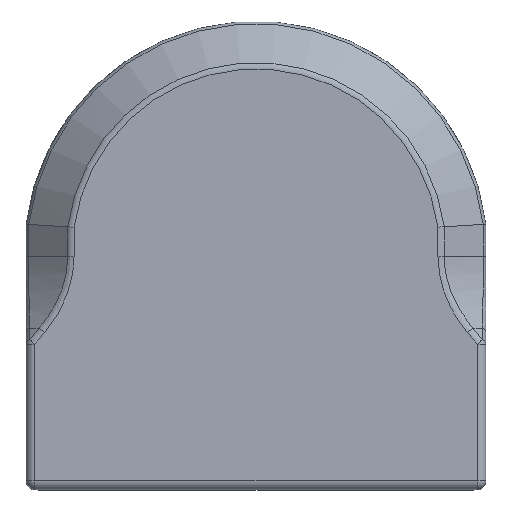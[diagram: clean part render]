
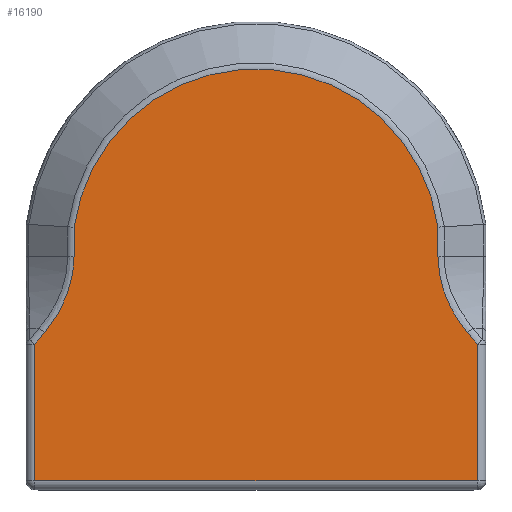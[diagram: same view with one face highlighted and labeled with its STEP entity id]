
A CAD part, top view. The second image highlights one B-rep face of the part: STEP entity #16190.
In plain terms, the highlighted planar face has unit normal (0, 0, 1).
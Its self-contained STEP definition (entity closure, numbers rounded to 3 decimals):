
#167=ELLIPSE('',#17241,12.021,8.5);
#168=ELLIPSE('',#17243,12.021,8.5);
#501=CIRCLE('',#17242,10.393);
#1275=FACE_OUTER_BOUND('',#2086,.T.);
#2086=EDGE_LOOP('',(#14455,#14456,#14457,#14458,#14459,#14460,#14461,#14462,
#14463,#14464));
#4082=LINE('',#25813,#6140);
#4111=LINE('',#25883,#6169);
#4113=LINE('',#25890,#6171);
#4114=LINE('',#25893,#6172);
#4115=LINE('',#25897,#6173);
#4116=LINE('',#25901,#6174);
#4117=LINE('',#25904,#6175);
#6140=VECTOR('',#21158,10.);
#6169=VECTOR('',#21215,10.);
#6171=VECTOR('',#21223,0.5);
#6172=VECTOR('',#21226,10.);
#6173=VECTOR('',#21229,10.);
#6174=VECTOR('',#21232,10.);
#6175=VECTOR('',#21235,10.);
#7680=VERTEX_POINT('',#25810);
#7681=VERTEX_POINT('',#25812);
#7708=VERTEX_POINT('',#25882);
#7710=VERTEX_POINT('',#25888);
#7711=VERTEX_POINT('',#25892);
#7712=VERTEX_POINT('',#25894);
#7713=VERTEX_POINT('',#25896);
#7714=VERTEX_POINT('',#25898);
#7715=VERTEX_POINT('',#25900);
#7716=VERTEX_POINT('',#25902);
#9935=EDGE_CURVE('',#7680,#7681,#4082,.T.);
#9970=EDGE_CURVE('',#7681,#7708,#4111,.T.);
#9974=EDGE_CURVE('',#7680,#7710,#4113,.T.);
#9975=EDGE_CURVE('',#7711,#7710,#4114,.T.);
#9976=EDGE_CURVE('',#7712,#7711,#167,.T.);
#9977=EDGE_CURVE('',#7713,#7712,#4115,.T.);
#9978=EDGE_CURVE('',#7714,#7713,#501,.T.);
#9979=EDGE_CURVE('',#7715,#7714,#4116,.T.);
#9980=EDGE_CURVE('',#7716,#7715,#168,.T.);
#9981=EDGE_CURVE('',#7708,#7716,#4117,.T.);
#14455=ORIENTED_EDGE('',*,*,#9935,.F.);
#14456=ORIENTED_EDGE('',*,*,#9974,.T.);
#14457=ORIENTED_EDGE('',*,*,#9975,.F.);
#14458=ORIENTED_EDGE('',*,*,#9976,.F.);
#14459=ORIENTED_EDGE('',*,*,#9977,.F.);
#14460=ORIENTED_EDGE('',*,*,#9978,.F.);
#14461=ORIENTED_EDGE('',*,*,#9979,.F.);
#14462=ORIENTED_EDGE('',*,*,#9980,.F.);
#14463=ORIENTED_EDGE('',*,*,#9981,.F.);
#14464=ORIENTED_EDGE('',*,*,#9970,.F.);
#15411=PLANE('',#17240);
#16190=ADVANCED_FACE('',(#1275),#15411,.T.);
#17240=AXIS2_PLACEMENT_3D('',#25891,#21224,#21225);
#17241=AXIS2_PLACEMENT_3D('',#25895,#21227,#21228);
#17242=AXIS2_PLACEMENT_3D('',#25899,#21230,#21231);
#17243=AXIS2_PLACEMENT_3D('',#25903,#21233,#21234);
#21158=DIRECTION('',(-1.,0.,0.));
#21215=DIRECTION('',(0.,1.,0.));
#21223=DIRECTION('',(0.,1.,0.));
#21224=DIRECTION('center_axis',(0.,0.,1.));
#21225=DIRECTION('ref_axis',(1.,0.,0.));
#21226=DIRECTION('',(0.64,-0.768,0.));
#21227=DIRECTION('center_axis',(0.,0.,1.));
#21228=DIRECTION('ref_axis',(-1.,0.,0.));
#21229=DIRECTION('',(0.,-1.,0.));
#21230=DIRECTION('center_axis',(0.,0.,-1.));
#21231=DIRECTION('ref_axis',(0.,1.,0.));
#21232=DIRECTION('',(0.,1.,0.));
#21233=DIRECTION('center_axis',(0.,0.,1.));
#21234=DIRECTION('ref_axis',(1.,0.,0.));
#21235=DIRECTION('',(0.64,0.768,0.));
#25810=CARTESIAN_POINT('',(10.057,-10.837,10.));
#25812=CARTESIAN_POINT('',(-14.943,-10.837,10.));
#25813=CARTESIAN_POINT('',(3.707,-10.837,10.));
#25882=CARTESIAN_POINT('',(-14.943,-3.106,10.));
#25883=CARTESIAN_POINT('',(-14.943,2.8,10.));
#25888=CARTESIAN_POINT('',(10.057,-3.106,10.));
#25890=CARTESIAN_POINT('',(10.057,-4.7,10.));
#25891=CARTESIAN_POINT('Origin',(-2.443,1.921,10.));
#25892=CARTESIAN_POINT('',(9.515,-2.455,10.));
#25893=CARTESIAN_POINT('',(5.421,2.457,10.));
#25894=CARTESIAN_POINT('',(7.85,1.86,10.));
#25895=CARTESIAN_POINT('Origin',(19.871,1.86,10.));
#25896=CARTESIAN_POINT('',(7.85,3.508,10.));
#25897=CARTESIAN_POINT('',(7.85,-1.39,10.));
#25898=CARTESIAN_POINT('',(-12.736,3.501,10.));
#25899=CARTESIAN_POINT('Origin',(-2.443,2.063,10.));
#25900=CARTESIAN_POINT('',(-12.736,1.86,10.));
#25901=CARTESIAN_POINT('',(-12.736,2.36,10.));
#25902=CARTESIAN_POINT('',(-14.4,-2.455,10.));
#25903=CARTESIAN_POINT('Origin',(-24.756,1.86,10.));
#25904=CARTESIAN_POINT('',(-10.306,2.457,10.));
